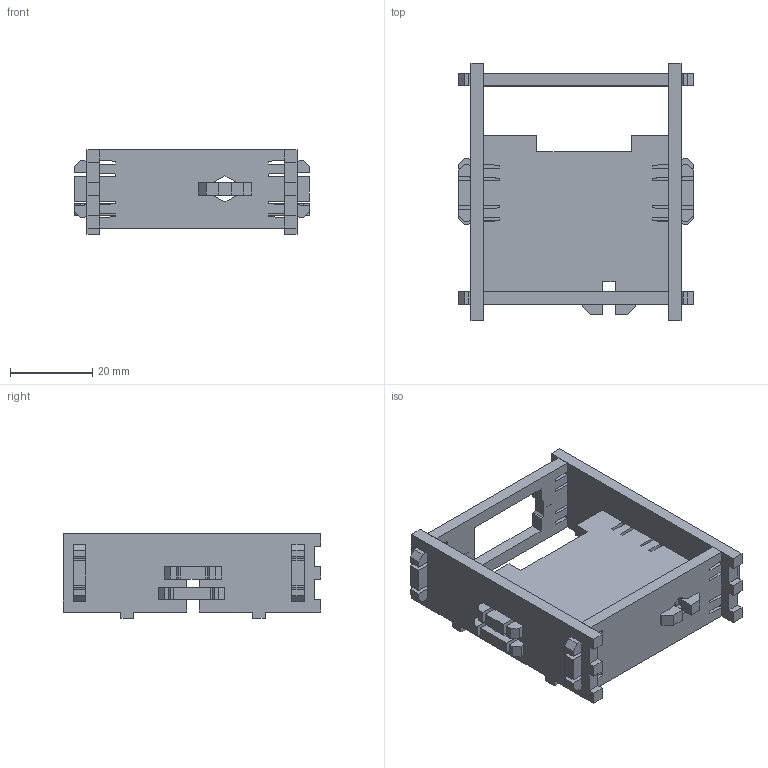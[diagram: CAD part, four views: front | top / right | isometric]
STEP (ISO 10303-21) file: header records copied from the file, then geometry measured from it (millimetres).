
FILE_DESCRIPTION(/* description */ (''),/* implementation_level */ '2;1');
FILE_NAME(/* name */ 'turn_3D',/* time_stamp */ '2017-05-16T15:26:50+02:00',/* author */ (''),/* organization */ (''),/* preprocessor_version */ 'ST-DEVELOPER v15',/* originating_system */ '',/* authorisation */ '');
FILE_SCHEMA (('AUTOMOTIVE_DESIGN'));
Length unit declared in the file: millimetre
Products named in the file (1): Document
Bounding box: 57 x 62.5 x 20.5 mm (x, y, z)
Volume: 17238.4 mm3; surface area: 17067 mm2
Topology: 7 solids, 7 shells, 378 faces, 1125 edges, 751 vertices
Faces by surface type: plane 212, bspline 166
Entity records: 12183 total; most frequent: CARTESIAN_POINT 5441, ORIENTED_EDGE 2184, EDGE_CURVE 1092, VERTEX_POINT 728, B_SPLINE_CURVE_WITH_KNOTS 623, EDGE_LOOP 398, ADVANCED_FACE 378, FACE_OUTER_BOUND 378
